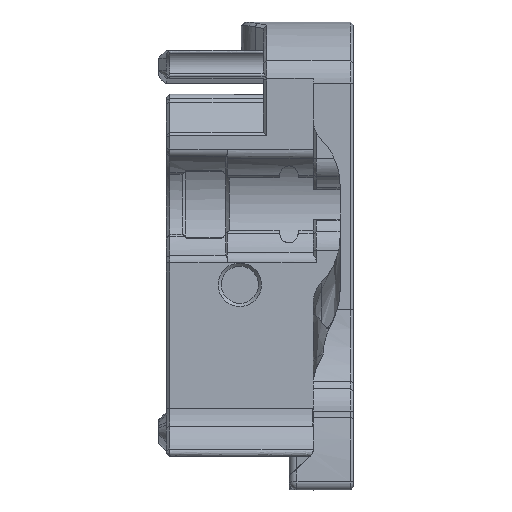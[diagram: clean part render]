
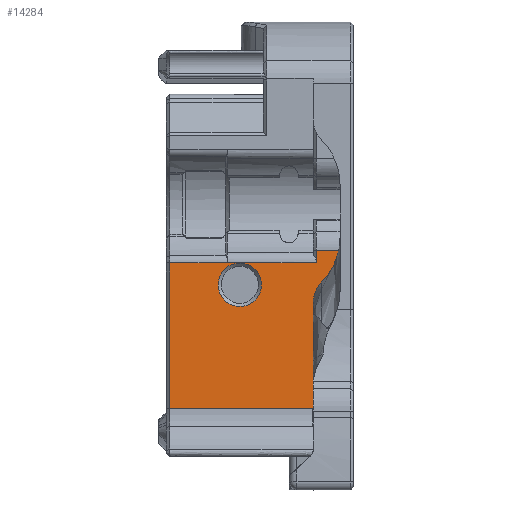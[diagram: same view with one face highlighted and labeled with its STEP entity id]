
A CAD part, front view. The second image highlights one B-rep face of the part: STEP entity #14284.
In plain terms, the highlighted face is planar.
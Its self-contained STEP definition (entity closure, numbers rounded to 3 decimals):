
#409=FACE_BOUND('',#2012,.T.);
#597=PLANE('',#15320);
#1155=FACE_OUTER_BOUND('',#2011,.T.);
#2011=EDGE_LOOP('',(#10568,#10569,#10570,#10571,#10572,#10573,#10574,#10575,
#10576,#10577,#10578,#10579,#10580,#10581));
#2012=EDGE_LOOP('',(#10582));
#2838=CIRCLE('',#15321,4.);
#2839=CIRCLE('',#15322,8.);
#2840=CIRCLE('',#15323,2.75);
#3673=LINE('',#24683,#5094);
#3688=LINE('',#24714,#5109);
#3689=LINE('',#24717,#5110);
#3692=LINE('',#24727,#5113);
#3693=LINE('',#24729,#5114);
#3694=LINE('',#24731,#5115);
#3695=LINE('',#24733,#5116);
#3696=LINE('',#24735,#5117);
#3697=LINE('',#24737,#5118);
#3698=LINE('',#24739,#5119);
#3699=LINE('',#24741,#5120);
#3700=LINE('',#24742,#5121);
#5094=VECTOR('',#17041,10.);
#5109=VECTOR('',#17072,10.);
#5110=VECTOR('',#17075,10.);
#5113=VECTOR('',#17084,10.);
#5114=VECTOR('',#17085,10.);
#5115=VECTOR('',#17086,10.);
#5116=VECTOR('',#17087,10.);
#5117=VECTOR('',#17088,1.125);
#5118=VECTOR('',#17089,10.);
#5119=VECTOR('',#17090,10.);
#5120=VECTOR('',#17091,10.);
#5121=VECTOR('',#17092,10.);
#6569=VERTEX_POINT('',#24680);
#6570=VERTEX_POINT('',#24682);
#6578=VERTEX_POINT('',#24712);
#6579=VERTEX_POINT('',#24716);
#6581=VERTEX_POINT('',#24722);
#6582=VERTEX_POINT('',#24724);
#6583=VERTEX_POINT('',#24726);
#6584=VERTEX_POINT('',#24728);
#6585=VERTEX_POINT('',#24730);
#6586=VERTEX_POINT('',#24732);
#6587=VERTEX_POINT('',#24734);
#6588=VERTEX_POINT('',#24736);
#6589=VERTEX_POINT('',#24738);
#6590=VERTEX_POINT('',#24740);
#6591=VERTEX_POINT('',#24743);
#8069=EDGE_CURVE('',#6570,#6569,#3673,.T.);
#8086=EDGE_CURVE('',#6569,#6578,#3688,.T.);
#8087=EDGE_CURVE('',#6579,#6570,#3689,.T.);
#8090=EDGE_CURVE('',#6581,#6578,#2838,.T.);
#8091=EDGE_CURVE('',#6582,#6581,#2839,.T.);
#8092=EDGE_CURVE('',#6582,#6583,#3692,.T.);
#8093=EDGE_CURVE('',#6584,#6583,#3693,.T.);
#8094=EDGE_CURVE('',#6585,#6584,#3694,.T.);
#8095=EDGE_CURVE('',#6586,#6585,#3695,.T.);
#8096=EDGE_CURVE('',#6587,#6586,#3696,.T.);
#8097=EDGE_CURVE('',#6588,#6587,#3697,.T.);
#8098=EDGE_CURVE('',#6589,#6588,#3698,.T.);
#8099=EDGE_CURVE('',#6590,#6589,#3699,.T.);
#8100=EDGE_CURVE('',#6590,#6579,#3700,.T.);
#8101=EDGE_CURVE('',#6591,#6591,#2840,.T.);
#10568=ORIENTED_EDGE('',*,*,#8069,.T.);
#10569=ORIENTED_EDGE('',*,*,#8086,.T.);
#10570=ORIENTED_EDGE('',*,*,#8090,.F.);
#10571=ORIENTED_EDGE('',*,*,#8091,.F.);
#10572=ORIENTED_EDGE('',*,*,#8092,.T.);
#10573=ORIENTED_EDGE('',*,*,#8093,.F.);
#10574=ORIENTED_EDGE('',*,*,#8094,.F.);
#10575=ORIENTED_EDGE('',*,*,#8095,.F.);
#10576=ORIENTED_EDGE('',*,*,#8096,.F.);
#10577=ORIENTED_EDGE('',*,*,#8097,.F.);
#10578=ORIENTED_EDGE('',*,*,#8098,.F.);
#10579=ORIENTED_EDGE('',*,*,#8099,.F.);
#10580=ORIENTED_EDGE('',*,*,#8100,.T.);
#10581=ORIENTED_EDGE('',*,*,#8087,.T.);
#10582=ORIENTED_EDGE('',*,*,#8101,.F.);
#14284=ADVANCED_FACE('',(#1155,#409),#597,.F.);
#15320=AXIS2_PLACEMENT_3D('',#24721,#17078,#17079);
#15321=AXIS2_PLACEMENT_3D('',#24723,#17080,#17081);
#15322=AXIS2_PLACEMENT_3D('',#24725,#17082,#17083);
#15323=AXIS2_PLACEMENT_3D('',#24744,#17093,#17094);
#17041=DIRECTION('',(0.,0.,-1.));
#17072=DIRECTION('',(0.,0.,-1.));
#17075=DIRECTION('',(0.,0.,-1.));
#17078=DIRECTION('center_axis',(0.,-1.,0.));
#17079=DIRECTION('ref_axis',(0.,0.,-1.));
#17080=DIRECTION('center_axis',(0.,1.,0.));
#17081=DIRECTION('ref_axis',(0.,0.,
-1.));
#17082=DIRECTION('center_axis',(0.,-1.,0.));
#17083=DIRECTION('ref_axis',(0.,0.,
1.));
#17084=DIRECTION('',(-1.,0.,0.));
#17085=DIRECTION('',(0.,0.,-1.));
#17086=DIRECTION('',(1.,0.,0.));
#17087=DIRECTION('',(-0.002,0.,-1.));
#17088=DIRECTION('',(1.,0.,0.));
#17089=DIRECTION('',(0.,0.,-1.));
#17090=DIRECTION('',(-1.,0.,0.));
#17091=DIRECTION('',(0.,0.,-1.));
#17092=DIRECTION('',(1.,0.,0.));
#17093=DIRECTION('center_axis',(0.,1.,0.));
#17094=DIRECTION('ref_axis',(1.,0.,0.));
#24680=CARTESIAN_POINT('',(3.103,3.6,-78.456));
#24682=CARTESIAN_POINT('',(3.103,3.6,-74.956));
#24683=CARTESIAN_POINT('',(3.103,3.6,-82.53));
#24712=CARTESIAN_POINT('',(3.103,3.6,-83.614));
#24714=CARTESIAN_POINT('',(3.103,3.6,-85.984));
#24716=CARTESIAN_POINT('',(3.103,3.6,-67.506));
#24717=CARTESIAN_POINT('',(3.103,3.6,-85.984));
#24721=CARTESIAN_POINT('Origin',(-12.297,3.6,-88.354));
#24722=CARTESIAN_POINT('',(4.206,3.6,-85.816));
#24723=CARTESIAN_POINT('Origin',(7.057,3.6,-83.011));
#24724=CARTESIAN_POINT('',(6.344,3.6,-89.839));
#24725=CARTESIAN_POINT('Origin',(-1.497,3.6,-91.427));
#24726=CARTESIAN_POINT('',(3.503,3.6,-89.839));
#24727=CARTESIAN_POINT('',(6.503,3.6,-89.839));
#24728=CARTESIAN_POINT('',(3.503,3.6,-88.226));
#24729=CARTESIAN_POINT('',(3.503,3.6,-90.791));
#24730=CARTESIAN_POINT('',(-7.772,3.6,-88.226));
#24731=CARTESIAN_POINT('',(-11.997,3.6,-88.226));
#24732=CARTESIAN_POINT('',(-7.772,3.6,-88.22));
#24733=CARTESIAN_POINT('',(-7.772,3.6,-88.22));
#24734=CARTESIAN_POINT('',(-15.097,3.6,-88.22));
#24735=CARTESIAN_POINT('',(-11.497,3.6,-88.22));
#24736=CARTESIAN_POINT('',(-15.097,3.6,-69.803));
#24737=CARTESIAN_POINT('',(-15.097,3.6,-91.439));
#24738=CARTESIAN_POINT('',(3.057,3.6,-69.803));
#24739=CARTESIAN_POINT('',(-13.799,3.6,-69.803));
#24740=CARTESIAN_POINT('',(3.057,3.6,-67.506));
#24741=CARTESIAN_POINT('',(3.057,3.6,-77.93));
#24742=CARTESIAN_POINT('',(-13.897,3.6,-67.506));
#24743=CARTESIAN_POINT('',(-8.947,3.6,-85.457));
#24744=CARTESIAN_POINT('Origin',(-6.197,3.6,-85.457));
